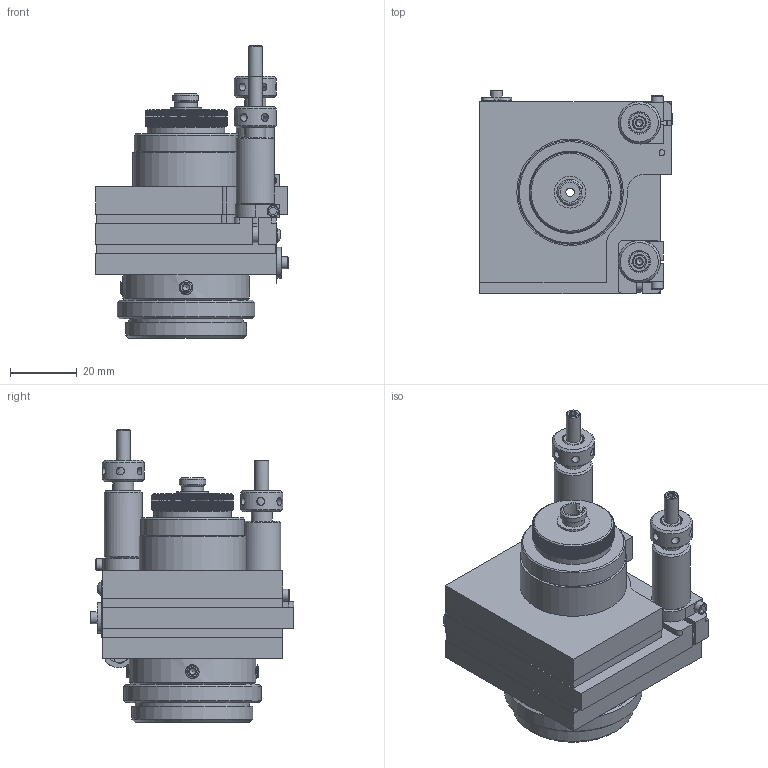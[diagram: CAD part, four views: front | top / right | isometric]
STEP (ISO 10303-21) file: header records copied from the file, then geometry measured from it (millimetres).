
FILE_DESCRIPTION (( 'STEP AP214' ), '1' );
FILE_NAME ('48290000_step.STEP', '2015-07-29T20:22:00', ( '' ), ( '' ), 'SwSTEP 2.0', 'SolidWorks 2015', '' );
FILE_SCHEMA (( 'AUTOMOTIVE_DESIGN' ));
Length unit declared in the file: inch
Products named in the file (1): 48290000_step
Bounding box: 57.94 x 61.24 x 88.01 mm (x, y, z)
Volume: 103618.8 mm3; surface area: 30447.6 mm2
Topology: 4 solids, 8 shells, 1500 faces, 4086 edges, 2661 vertices
Faces by surface type: plane 843, cylinder 458, cone 167, bspline 28, sphere 4
Full cylindrical faces by diameter (mm): 1.575 x2, 1.587 x2, 1.778 x4, 1.981 x2, 2.381 x4, 2.388 x15, 2.489 x4, 2.54 x1, 3.454 x19, 3.556 x4, 4.127 x1, 4.128 x1, 4.166 x4, 4.668 x1, 4.775 x3, 6.026 x1, 6.299 x2, 6.401 x1, 6.731 x1, 6.954 x1, 9.271 x2, 9.525 x2, 11.43 x2, 12.7 x2, 18.288 x2, 19.114 x1, 22.225 x1, 23.368 x1, 25.717 x1, 26.861 x1
Entity records: 75440 total; most frequent: CARTESIAN_POINT 22599, ORIENTED_EDGE 7536, DIRECTION 6336, EDGE_CURVE 3768, VERTEX_POINT 2519, AXIS2_PLACEMENT_3D 2470, EDGE_LOOP 1733, FACE_OUTER_BOUND 1563
